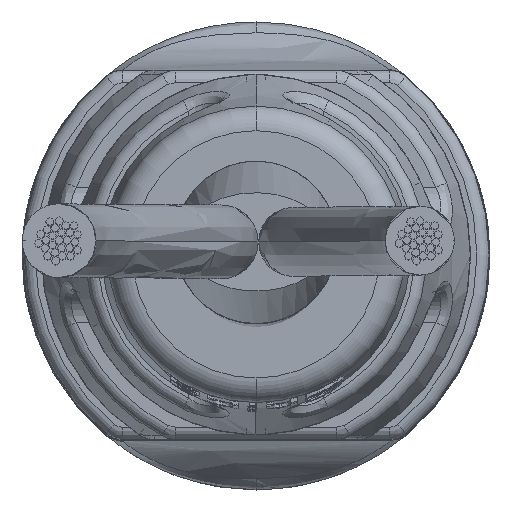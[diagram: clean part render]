
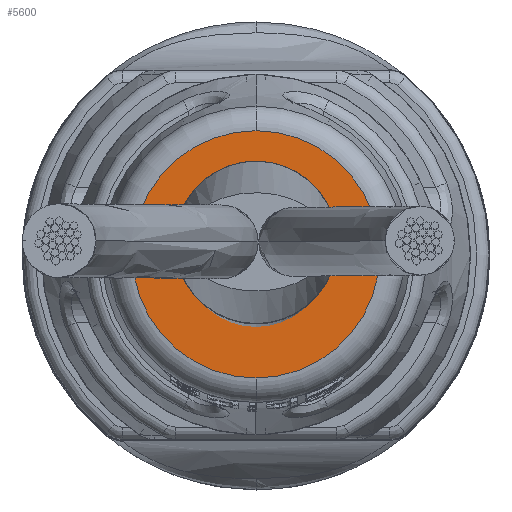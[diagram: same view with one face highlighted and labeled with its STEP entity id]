
A CAD part, top view. The second image highlights one B-rep face of the part: STEP entity #5600.
In plain terms, the highlighted face is planar.
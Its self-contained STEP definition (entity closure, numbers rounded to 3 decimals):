
#202 = DIRECTION ( 'NONE',  ( 1., 0., 0. ) ) ;
#2330 = DIRECTION ( 'NONE',  ( 1., 0., 0. ) ) ;
#5434 = VERTEX_POINT ( 'NONE', #18669 ) ;
#5600 = ADVANCED_FACE ( 'NONE', ( #9551 ), #21572, .T. ) ;
#5890 = AXIS2_PLACEMENT_3D ( 'NONE', #20205, #202, #8171 ) ;
#8171 = DIRECTION ( 'NONE',  ( 0., 1., 0. ) ) ;
#8589 = EDGE_LOOP ( 'NONE', ( #22241, #19092 ) ) ;
#9551 = FACE_OUTER_BOUND ( 'NONE', #8589, .T. ) ;
#10059 = DIRECTION ( 'NONE',  ( 0., 1., 0. ) ) ;
#11292 = AXIS2_PLACEMENT_3D ( 'NONE', #19580, #25325, #17485 ) ;
#12424 = CARTESIAN_POINT ( 'NONE',  ( 25., 0., 0. ) ) ;
#12624 = AXIS2_PLACEMENT_3D ( 'NONE', #12424, #2330, #10059 ) ;
#14773 = CIRCLE ( 'NONE', #12624, 2.512 ) ;
#17485 = DIRECTION ( 'NONE',  ( 0., 1., 0. ) ) ;
#18669 = CARTESIAN_POINT ( 'NONE',  ( 25., -2.512, 0. ) ) ;
#18973 = CIRCLE ( 'NONE', #5890, 2.512 ) ;
#19030 = CARTESIAN_POINT ( 'NONE',  ( 25., 2.512, 0. ) ) ;
#19092 = ORIENTED_EDGE ( 'NONE', *, *, #25615, .T. ) ;
#19580 = CARTESIAN_POINT ( 'NONE',  ( 25., 3., 0. ) ) ;
#20205 = CARTESIAN_POINT ( 'NONE',  ( 25., 0., 0. ) ) ;
#21572 = PLANE ( 'NONE',  #11292 ) ;
#22241 = ORIENTED_EDGE ( 'NONE', *, *, #25083, .T. ) ;
#24336 = VERTEX_POINT ( 'NONE', #19030 ) ;
#25083 = EDGE_CURVE ( 'NONE', #24336, #5434, #14773, .T. ) ;
#25325 = DIRECTION ( 'NONE',  ( 1., 0., 0. ) ) ;
#25615 = EDGE_CURVE ( 'NONE', #5434, #24336, #18973, .T. ) ;
